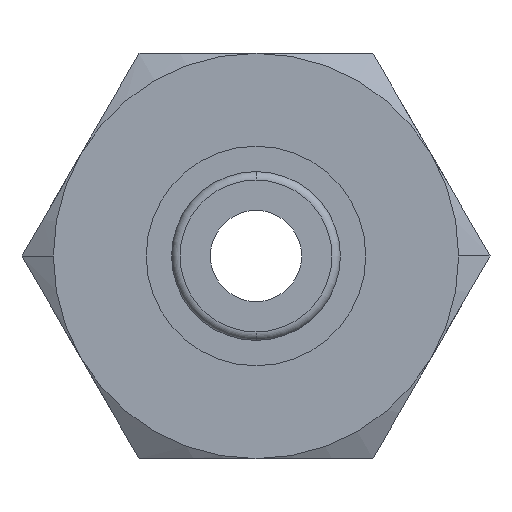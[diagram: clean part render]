
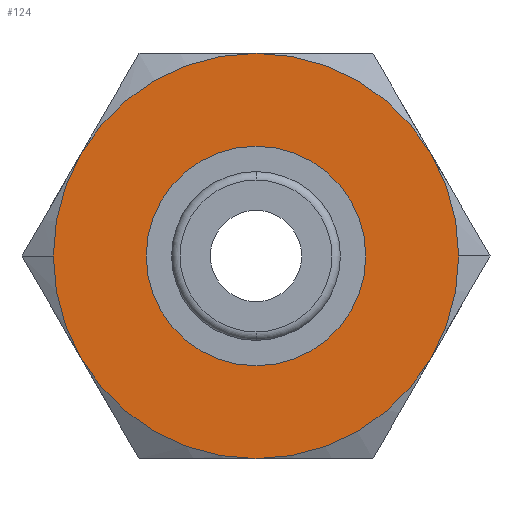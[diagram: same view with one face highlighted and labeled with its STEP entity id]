
A CAD part, front view. The second image highlights one B-rep face of the part: STEP entity #124.
In plain terms, the highlighted planar face has unit normal (0, -1, 0).
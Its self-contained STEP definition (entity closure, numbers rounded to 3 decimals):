
#124=ADVANCED_FACE('',(#287,#288),#289,.T.);
#287=FACE_OUTER_BOUND('',#498,.T.);
#288=FACE_BOUND('',#499,.T.);
#289=PLANE('',#500);
#498=EDGE_LOOP('',(#802,#803,#804,#805,#806,#807,#808,#809));
#499=EDGE_LOOP('',(#810,#811));
#500=AXIS2_PLACEMENT_3D('',#812,#813,#814);
#802=ORIENTED_EDGE('',*,*,#1339,.F.);
#803=ORIENTED_EDGE('',*,*,#1280,.F.);
#804=ORIENTED_EDGE('',*,*,#1340,.F.);
#805=ORIENTED_EDGE('',*,*,#1341,.F.);
#806=ORIENTED_EDGE('',*,*,#1277,.F.);
#807=ORIENTED_EDGE('',*,*,#1342,.F.);
#808=ORIENTED_EDGE('',*,*,#1343,.F.);
#809=ORIENTED_EDGE('',*,*,#1344,.F.);
#810=ORIENTED_EDGE('',*,*,#1345,.F.);
#811=ORIENTED_EDGE('',*,*,#1346,.F.);
#812=CARTESIAN_POINT('',(3.0,18.0,0.0));
#813=DIRECTION('',(-0.0,-1.0,-0.0));
#814=DIRECTION('',(-1.0,0.0,0.0));
#1277=EDGE_CURVE('',#1531,#1543,#1545,.T.);
#1280=EDGE_CURVE('',#1548,#1550,#1551,.T.);
#1339=EDGE_CURVE('',#1550,#1646,#1647,.T.);
#1340=EDGE_CURVE('',#1648,#1548,#1649,.T.);
#1341=EDGE_CURVE('',#1543,#1648,#1650,.T.);
#1342=EDGE_CURVE('',#1651,#1531,#1652,.T.);
#1343=EDGE_CURVE('',#1653,#1651,#1654,.T.);
#1344=EDGE_CURVE('',#1646,#1653,#1655,.T.);
#1345=EDGE_CURVE('',#1656,#1657,#1658,.T.);
#1346=EDGE_CURVE('',#1657,#1656,#1659,.T.);
#1531=VERTEX_POINT('',#2030);
#1543=VERTEX_POINT('',#2088);
#1545=CIRCLE('',#2091,6.0);
#1548=VERTEX_POINT('',#2094);
#1550=VERTEX_POINT('',#2107);
#1551=CIRCLE('',#2108,6.0);
#1646=VERTEX_POINT('',#2250);
#1647=CIRCLE('',#2251,6.0);
#1648=VERTEX_POINT('',#2252);
#1649=CIRCLE('',#2253,6.0);
#1650=CIRCLE('',#2254,6.0);
#1651=VERTEX_POINT('',#2255);
#1652=CIRCLE('',#2256,6.0);
#1653=VERTEX_POINT('',#2257);
#1654=CIRCLE('',#2258,6.0);
#1655=CIRCLE('',#2259,6.0);
#1656=VERTEX_POINT('',#2260);
#1657=VERTEX_POINT('',#2261);
#1658=CIRCLE('',#2262,3.25);
#1659=CIRCLE('',#2263,3.25);
#2030=CARTESIAN_POINT('',(-5.196,18.0,-3.0));
#2088=CARTESIAN_POINT('',(-6.0,18.0,0.));
#2091=AXIS2_PLACEMENT_3D('',#2678,#2679,#2680);
#2094=CARTESIAN_POINT('',(0.,18.0,6.0));
#2107=CARTESIAN_POINT('',(5.196,18.0,3.0));
#2108=AXIS2_PLACEMENT_3D('',#2681,#2682,#2683);
#2250=CARTESIAN_POINT('',(6.0,18.0,0.));
#2251=AXIS2_PLACEMENT_3D('',#2785,#2786,#2787);
#2252=CARTESIAN_POINT('',(-5.196,18.0,3.0));
#2253=AXIS2_PLACEMENT_3D('',#2788,#2789,#2790);
#2254=AXIS2_PLACEMENT_3D('',#2791,#2792,#2793);
#2255=CARTESIAN_POINT('',(0.0,18.0,-6.0));
#2256=AXIS2_PLACEMENT_3D('',#2794,#2795,#2796);
#2257=CARTESIAN_POINT('',(5.196,18.0,-3.0));
#2258=AXIS2_PLACEMENT_3D('',#2797,#2798,#2799);
#2259=AXIS2_PLACEMENT_3D('',#2800,#2801,#2802);
#2260=CARTESIAN_POINT('',(-3.25,18.0,0.));
#2261=CARTESIAN_POINT('',(3.25,18.0,0.));
#2262=AXIS2_PLACEMENT_3D('',#2803,#2804,#2805);
#2263=AXIS2_PLACEMENT_3D('',#2806,#2807,#2808);
#2678=CARTESIAN_POINT('',(0.0,18.0,0.0));
#2679=DIRECTION('',(-0.0,1.0,0.0));
#2680=DIRECTION('',(1.0,0.0,0.0));
#2681=CARTESIAN_POINT('',(0.0,18.0,0.0));
#2682=DIRECTION('',(-0.0,1.0,0.0));
#2683=DIRECTION('',(1.0,0.0,0.0));
#2785=CARTESIAN_POINT('',(0.0,18.0,0.0));
#2786=DIRECTION('',(-0.0,1.0,0.0));
#2787=DIRECTION('',(1.0,0.0,0.0));
#2788=CARTESIAN_POINT('',(0.0,18.0,0.0));
#2789=DIRECTION('',(-0.0,1.0,0.0));
#2790=DIRECTION('',(1.0,0.0,0.0));
#2791=CARTESIAN_POINT('',(0.0,18.0,0.0));
#2792=DIRECTION('',(-0.0,1.0,0.0));
#2793=DIRECTION('',(1.0,0.0,0.0));
#2794=CARTESIAN_POINT('',(0.0,18.0,0.0));
#2795=DIRECTION('',(-0.0,1.0,0.0));
#2796=DIRECTION('',(1.0,0.0,0.0));
#2797=CARTESIAN_POINT('',(0.0,18.0,0.0));
#2798=DIRECTION('',(-0.0,1.0,0.0));
#2799=DIRECTION('',(1.0,0.0,0.0));
#2800=CARTESIAN_POINT('',(0.0,18.0,0.0));
#2801=DIRECTION('',(-0.0,1.0,0.0));
#2802=DIRECTION('',(1.0,0.0,0.0));
#2803=CARTESIAN_POINT('',(0.0,18.0,0.0));
#2804=DIRECTION('',(0.0,-1.0,0.0));
#2805=DIRECTION('',(1.0,0.0,0.0));
#2806=CARTESIAN_POINT('',(0.0,18.0,0.0));
#2807=DIRECTION('',(0.0,-1.0,0.0));
#2808=DIRECTION('',(1.0,0.0,0.0));
